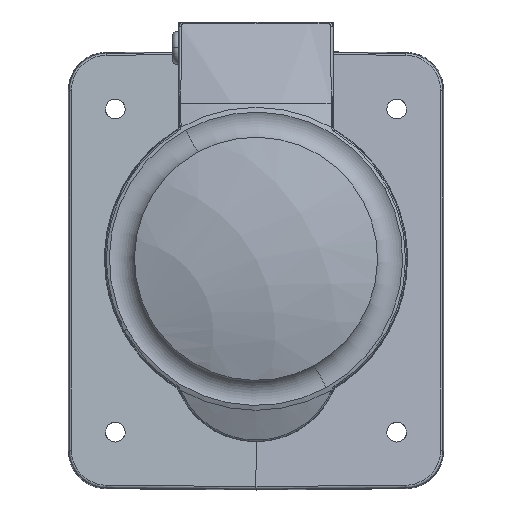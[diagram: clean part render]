
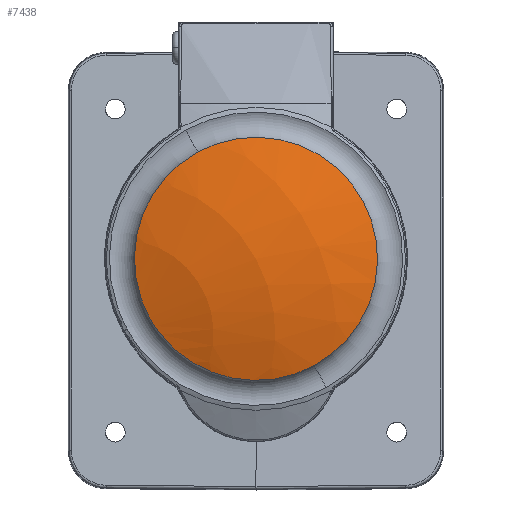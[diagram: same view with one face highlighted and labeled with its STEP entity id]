
A CAD part, front view. The second image highlights one B-rep face of the part: STEP entity #7438.
In plain terms, the highlighted spherical face has radius 80 mm.
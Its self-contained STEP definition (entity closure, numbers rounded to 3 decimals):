
#1058=CARTESIAN_POINT('',(0.,-9.42,0.));
#1059=DIRECTION('',(0.,1.,0.));
#1060=DIRECTION('',(0.479,0.,-0.878));
#1061=AXIS2_PLACEMENT_3D('',#1058,#1059,#1060);
#1063=CARTESIAN_POINT('',(0.,-9.42,0.));
#1064=DIRECTION('',(0.,1.,0.));
#1065=DIRECTION('',(-0.479,0.,0.878));
#1066=AXIS2_PLACEMENT_3D('',#1063,#1064,#1065);
#5882=CARTESIAN_POINT('',(-12.429,-9.42,
22.751));
#5883=CARTESIAN_POINT('',(12.429,-9.42,
-22.751));
#5884=VERTEX_POINT('',#5882);
#5885=VERTEX_POINT('',#5883);
#7429=CARTESIAN_POINT('',(0.,66.263,0.));
#7430=DIRECTION('',(-0.345,-0.919,-0.189));
#7431=DIRECTION('',(0.807,-0.393,0.441));
#7432=AXIS2_PLACEMENT_3D('',#7429,#7430,#7431);
#7433=SPHERICAL_SURFACE('',#7432,80.);
#7434=ORIENTED_EDGE('',*,*,#7410,.T.);
#7435=ORIENTED_EDGE('',*,*,#7424,.T.);
#7436=EDGE_LOOP('',(#7434,#7435));
#7437=FACE_OUTER_BOUND('',#7436,.F.);
#7438=ADVANCED_FACE('',(#7437),#7433,.T.);
#1062=CIRCLE('',#1061,25.925);
#1067=CIRCLE('',#1066,25.925);
#7410=EDGE_CURVE('',#5885,#5884,#1062,.T.);
#7424=EDGE_CURVE('',#5884,#5885,#1067,.T.);
